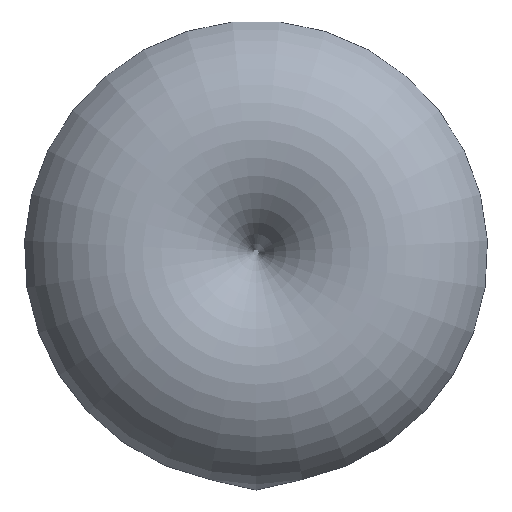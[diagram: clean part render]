
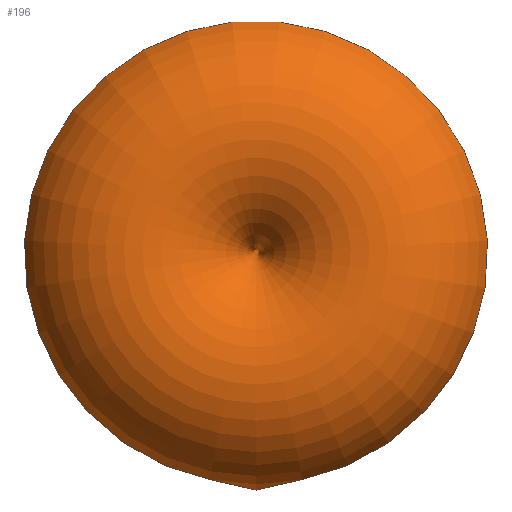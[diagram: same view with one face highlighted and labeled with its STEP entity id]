
A CAD part, left-side view. The second image highlights one B-rep face of the part: STEP entity #196.
In plain terms, the highlighted toroidal (fillet/blend) face has major radius 1261.34 mm and minor radius 1298.35 mm.
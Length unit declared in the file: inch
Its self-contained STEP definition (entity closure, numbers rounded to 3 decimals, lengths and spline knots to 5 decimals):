
#3 = ORIENTED_EDGE ( 'NONE', *, *, #51, .T. ) ;
#9 = CARTESIAN_POINT ( 'NONE',  ( 12.81538, 0., -1.45625 ) ) ;
#18 = CIRCLE ( 'NONE', #137, 1.45625 ) ;
#32 = CARTESIAN_POINT ( 'NONE',  ( 12.81538, 0., 0. ) ) ;
#36 = DIRECTION ( 'NONE',  ( 0., 0., -1. ) ) ;
#46 = VERTEX_POINT ( 'NONE', #9 ) ;
#48 = DIRECTION ( 'NONE',  ( 1., 0., 0. ) ) ;
#51 = EDGE_CURVE ( 'NONE', #46, #46, #18, .T. ) ;
#60 = DIRECTION ( 'NONE',  ( 0., 0., -1. ) ) ;
#71 = EDGE_LOOP ( 'NONE', ( #3 ) ) ;
#131 = DIRECTION ( 'NONE',  ( 1., 0., 0. ) ) ;
#137 = AXIS2_PLACEMENT_3D ( 'NONE', #32, #131, #36 ) ;
#138 = TOROIDAL_SURFACE ( 'NONE', #195, -49.65895, 51.11613 ) ;
#143 = CARTESIAN_POINT ( 'NONE',  ( 12.50761, 0., 0. ) ) ;
#190 = FACE_OUTER_BOUND ( 'NONE', #71, .T. ) ;
#195 = AXIS2_PLACEMENT_3D ( 'NONE', #143, #48, #60 ) ;
#196 = ADVANCED_FACE ( 'NONE', ( #190 ), #138, .F. ) ;
